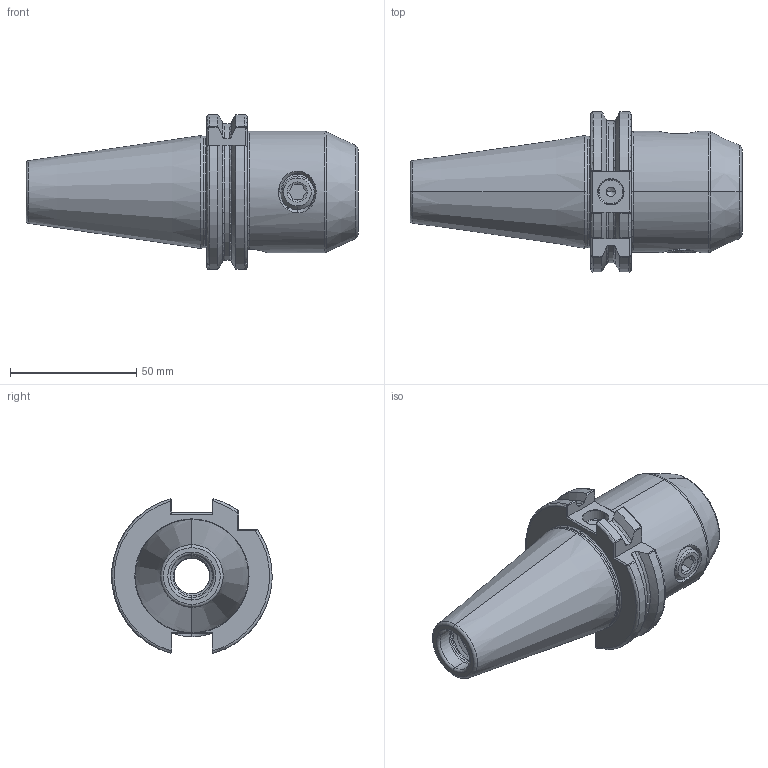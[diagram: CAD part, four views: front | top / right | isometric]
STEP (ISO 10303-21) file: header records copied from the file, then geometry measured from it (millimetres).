
FILE_DESCRIPTION (( 'STEP AP203' ), '1' );
FILE_NAME ('402.04.16.STEP', '2016-11-25T07:17:46', ( '' ), ( '' ), 'SwSTEP 2.0', 'SolidWorks 2012', '' );
FILE_SCHEMA (( 'CONFIG_CONTROL_DESIGN' ));
Length unit declared in the file: millimetre
Products named in the file (3): 402.04.16; 側固14_M14x2_16L
Assembly tree (2 placements, depth 2):
  402.04.16
    402.04.16
    側固14_M14x2_16L
Bounding box: 131.4 x 63.41 x 61.24 mm (x, y, z)
Volume: 161706.4 mm3; surface area: 32097.5 mm2
Topology: 2 solids, 2 shells, 254 faces, 670 edges, 417 vertices
Faces by surface type: cylinder 94, plane 51, cone 40, torus 34, bspline 33, sphere 2
Entity records: 22649 total; most frequent: CARTESIAN_POINT 16880, ORIENTED_EDGE 1316, DIRECTION 946, EDGE_CURVE 658, VERTEX_POINT 417, AXIS2_PLACEMENT_3D 373, EDGE_LOOP 267, ADVANCED_FACE 254
